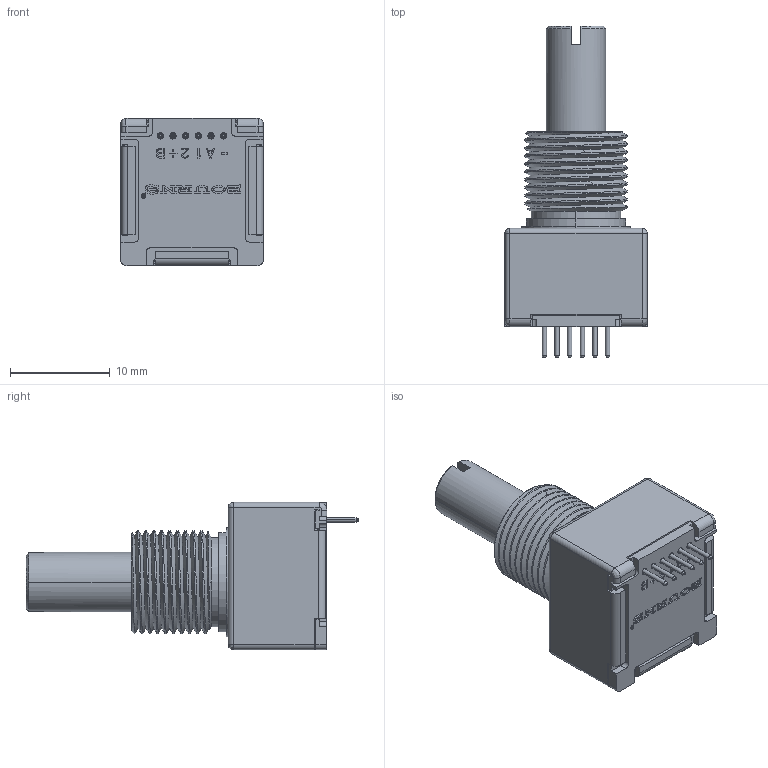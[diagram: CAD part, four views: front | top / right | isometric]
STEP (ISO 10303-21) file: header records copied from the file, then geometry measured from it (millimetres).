
FILE_DESCRIPTION (( 'STEP AP214' ), '1' );
FILE_NAME ('EM14RXD-R20-L.STEP', '2014-07-29T18:37:11', ( '' ), ( '' ), 'SwSTEP 2.0', 'SolidWorks 2014', '' );
FILE_SCHEMA (( 'AUTOMOTIVE_DESIGN' ));
Length unit declared in the file: inch
Products named in the file (1): EM14RXD-R20-L
Bounding box: 14.25 x 33.28 x 14.76 mm (x, y, z)
Volume: 3040.5 mm3; surface area: 2094.3 mm2
Topology: 1 solids, 3 shells, 628 faces, 1820 edges, 1216 vertices
Faces by surface type: plane 379, cylinder 165, bspline 44, cone 40
Entity records: 33750 total; most frequent: CARTESIAN_POINT 9352, ORIENTED_EDGE 3640, DIRECTION 2973, EDGE_CURVE 1820, LINE 1239, VECTOR 1239, VERTEX_POINT 1216, AXIS2_PLACEMENT_3D 867
